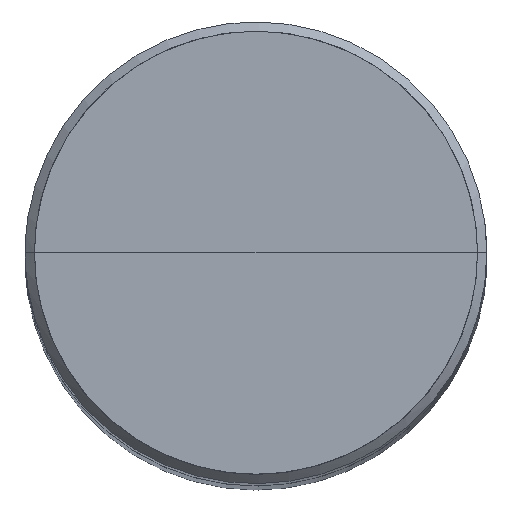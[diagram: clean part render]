
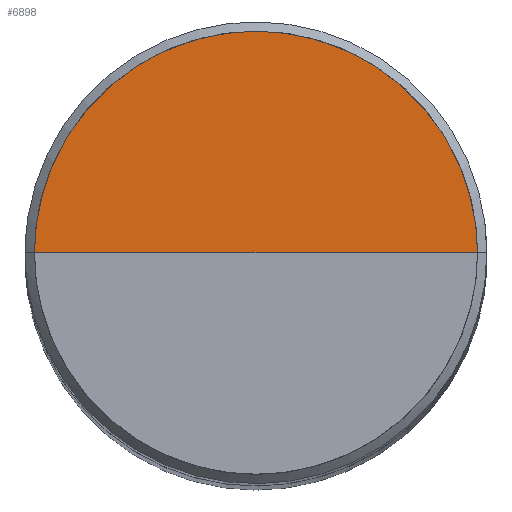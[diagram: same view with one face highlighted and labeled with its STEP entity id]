
A CAD part, top view. The second image highlights one B-rep face of the part: STEP entity #6898.
In plain terms, the highlighted free-form (B-spline) face has degree [1, 2] with [2, 5] control points.
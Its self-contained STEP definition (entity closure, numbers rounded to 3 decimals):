
#6590=CARTESIAN_POINT('',(12.0,0.0,61.8));
#6591=CARTESIAN_POINT('',(12.0,12.0,61.8));
#6592=CARTESIAN_POINT('',(0.0,12.0,61.8));
#6593=CARTESIAN_POINT('',(-12.0,12.0,61.8));
#6594=CARTESIAN_POINT('',(-12.0,0.0,61.8));
#6595=CARTESIAN_POINT('',(0.0,0.0,61.8));
#6883=(
BOUNDED_SURFACE()
B_SPLINE_SURFACE(1,2,(
(#6590,#6591,#6592,#6593,#6594),
(#6595,#6595,#6595,#6595,#6595)
), .UNSPECIFIED.,.F.,.F.,.F.)
B_SPLINE_SURFACE_WITH_KNOTS((2,2),(3,2,3),(
0.0,1.0),(
0.0,0.5,1.0), .UNSPECIFIED.)
GEOMETRIC_REPRESENTATION_ITEM()
RATIONAL_B_SPLINE_SURFACE(((1.0,0.707,1.0,0.707,1.0),
(1.0,0.707,1.0,0.707,1.0)
))
REPRESENTATION_ITEM('')
SURFACE()
);
#6884=(
BOUNDED_CURVE()
B_SPLINE_CURVE(1,(#6595,#6590),.UNSPECIFIED.,.F.,.F.)
B_SPLINE_CURVE_WITH_KNOTS((2,2),
(0.0,1.0),.UNSPECIFIED.)
CURVE()
GEOMETRIC_REPRESENTATION_ITEM()
RATIONAL_B_SPLINE_CURVE((1.0,1.0))
REPRESENTATION_ITEM('')
);
#6885=(
BOUNDED_CURVE()
B_SPLINE_CURVE(2,(#6590,#6591,#6592,#6593,#6594),.UNSPECIFIED.,.F.,.F.)
B_SPLINE_CURVE_WITH_KNOTS((3,2,3),
(0.0,0.5,1.0),.UNSPECIFIED.)
CURVE()
GEOMETRIC_REPRESENTATION_ITEM()
RATIONAL_B_SPLINE_CURVE((1.0,0.707,1.0,0.707,1.0))
REPRESENTATION_ITEM('')
);
#6886=(
BOUNDED_CURVE()
B_SPLINE_CURVE(1,(#6594,#6595),.UNSPECIFIED.,.F.,.F.)
B_SPLINE_CURVE_WITH_KNOTS((2,2),
(0.0,1.0),.UNSPECIFIED.)
CURVE()
GEOMETRIC_REPRESENTATION_ITEM()
RATIONAL_B_SPLINE_CURVE((1.0,1.0))
REPRESENTATION_ITEM('')
);
#6887=VERTEX_POINT('',#6590);
#6888=VERTEX_POINT('',#6594);
#6889=VERTEX_POINT('',#6595);
#6890=EDGE_CURVE('',#6889,#6887,#6884,.T.);
#6891=EDGE_CURVE('',#6887,#6888,#6885,.T.);
#6892=EDGE_CURVE('',#6888,#6889,#6886,.T.);
#6893=ORIENTED_EDGE('',*,*,#6890,.T.);
#6894=ORIENTED_EDGE('',*,*,#6891,.T.);
#6895=ORIENTED_EDGE('',*,*,#6892,.T.);
#6896=EDGE_LOOP('',(#6893,#6894,#6895));
#6897=FACE_OUTER_BOUND('',#6896,.T.);
#6898=ADVANCED_FACE('',(#6897),#6883,.T.);
